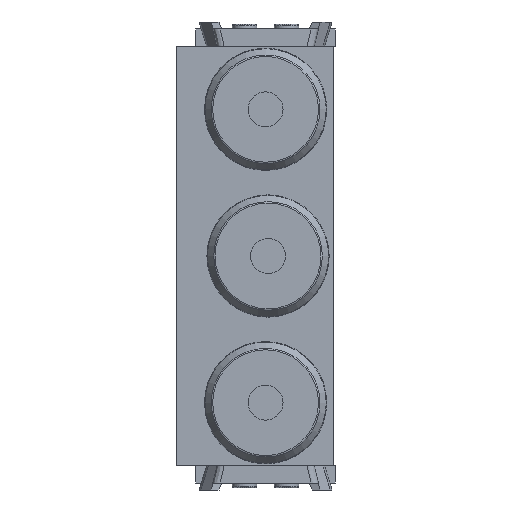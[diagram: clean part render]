
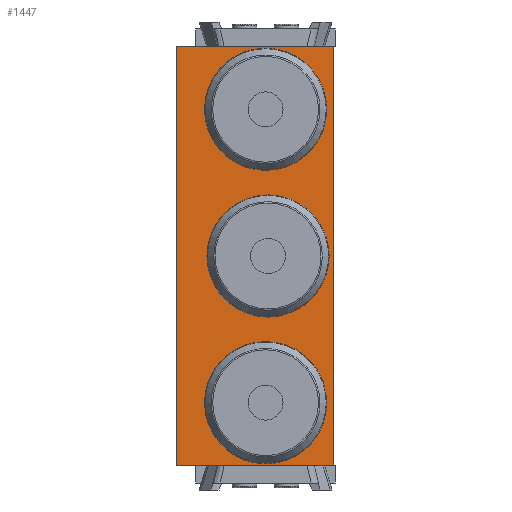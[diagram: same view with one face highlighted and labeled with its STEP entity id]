
A CAD part, left-side view. The second image highlights one B-rep face of the part: STEP entity #1447.
In plain terms, the highlighted planar face has unit normal (-1, 0, 0).
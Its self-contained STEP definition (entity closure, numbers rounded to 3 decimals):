
#930=CARTESIAN_POINT('',(0.0,19.5,108.0));
#931=VERTEX_POINT('',#930);
#932=CARTESIAN_POINT('',(0.0,19.5,102.0));
#933=DIRECTION('',(1.0,0.0,0.0));
#934=DIRECTION('',(0.0,0.0,1.0));
#935=AXIS2_PLACEMENT_3D('',#932,#933,#934);
#936=CIRCLE('',#935,6.);
#937=EDGE_CURVE('',#931,#931,#936,.T.);
#1101=CARTESIAN_POINT('',(0.0,19.5,24.0));
#1102=VERTEX_POINT('',#1101);
#1103=CARTESIAN_POINT('',(0.0,19.5,18.0));
#1104=DIRECTION('',(1.0,0.0,0.0));
#1105=DIRECTION('',(0.0,0.0,1.0));
#1106=AXIS2_PLACEMENT_3D('',#1103,#1104,#1105);
#1107=CIRCLE('',#1106,6.);
#1108=EDGE_CURVE('',#1102,#1102,#1107,.T.);
#1351=CARTESIAN_POINT('',(0.0,18.8,66.0));
#1352=VERTEX_POINT('',#1351);
#1353=CARTESIAN_POINT('',(0.0,18.8,60.0));
#1354=DIRECTION('',(1.0,0.0,0.0));
#1355=DIRECTION('',(0.0,0.0,1.0));
#1356=AXIS2_PLACEMENT_3D('',#1353,#1354,#1355);
#1357=CIRCLE('',#1356,6.);
#1358=EDGE_CURVE('',#1352,#1352,#1357,.T.);
#1399=CARTESIAN_POINT('',(0.0,0.0,0.0));
#1400=DIRECTION('',(-1.0,0.0,0.0));
#1401=DIRECTION('',(0.0,0.0,1.0));
#1402=AXIS2_PLACEMENT_3D('',#1399,#1400,#1401);
#1403=PLANE('',#1402);
#1404=CARTESIAN_POINT('',(0.0,0.0,120.0));
#1405=VERTEX_POINT('',#1404);
#1406=CARTESIAN_POINT('',(0.0,45.0,120.0));
#1407=VERTEX_POINT('',#1406);
#1408=CARTESIAN_POINT('',(0.0,0.0,120.0));
#1409=DIRECTION('',(0.0,1.0,0.0));
#1410=VECTOR('',#1409,45.0);
#1411=LINE('',#1408,#1410);
#1412=EDGE_CURVE('',#1405,#1407,#1411,.T.);
#1413=ORIENTED_EDGE('',*,*,#1412,.T.);
#1414=CARTESIAN_POINT('',(0.0,45.0,0.0));
#1415=VERTEX_POINT('',#1414);
#1416=CARTESIAN_POINT('',(0.0,45.0,0.0));
#1417=DIRECTION('',(0.0,0.0,1.0));
#1418=VECTOR('',#1417,120.0);
#1419=LINE('',#1416,#1418);
#1420=EDGE_CURVE('',#1415,#1407,#1419,.T.);
#1421=ORIENTED_EDGE('',*,*,#1420,.F.);
#1422=CARTESIAN_POINT('',(0.0,0.0,0.0));
#1423=VERTEX_POINT('',#1422);
#1424=CARTESIAN_POINT('',(0.0,45.0,0.0));
#1425=DIRECTION('',(0.0,-1.0,0.0));
#1426=VECTOR('',#1425,45.0);
#1427=LINE('',#1424,#1426);
#1428=EDGE_CURVE('',#1415,#1423,#1427,.T.);
#1429=ORIENTED_EDGE('',*,*,#1428,.T.);
#1430=CARTESIAN_POINT('',(0.0,0.0,0.0));
#1431=DIRECTION('',(0.0,0.0,1.0));
#1432=VECTOR('',#1431,120.0);
#1433=LINE('',#1430,#1432);
#1434=EDGE_CURVE('',#1423,#1405,#1433,.T.);
#1435=ORIENTED_EDGE('',*,*,#1434,.T.);
#1436=EDGE_LOOP('',(#1413,#1421,#1429,#1435));
#1437=FACE_OUTER_BOUND('',#1436,.T.);
#1438=ORIENTED_EDGE('',*,*,#937,.T.);
#1439=EDGE_LOOP('',(#1438));
#1440=FACE_BOUND('',#1439,.T.);
#1441=ORIENTED_EDGE('',*,*,#1108,.T.);
#1442=EDGE_LOOP('',(#1441));
#1443=FACE_BOUND('',#1442,.T.);
#1444=ORIENTED_EDGE('',*,*,#1358,.T.);
#1445=EDGE_LOOP('',(#1444));
#1446=FACE_BOUND('',#1445,.T.);
#1447=ADVANCED_FACE('',(#1437,#1440,#1443,#1446),#1403,.T.);
